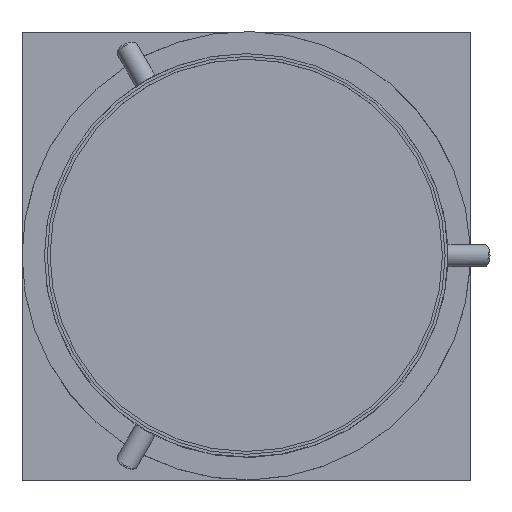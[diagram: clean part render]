
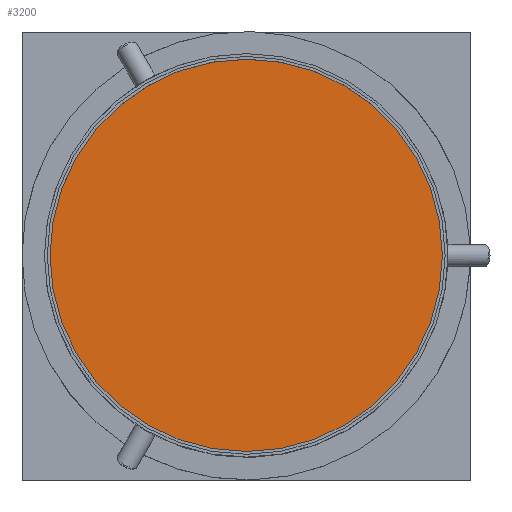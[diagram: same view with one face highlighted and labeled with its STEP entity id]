
A CAD part, top view. The second image highlights one B-rep face of the part: STEP entity #3200.
In plain terms, the highlighted planar face has unit normal (0, 0, 1).
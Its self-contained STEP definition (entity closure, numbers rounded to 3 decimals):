
#409=FACE_OUTER_BOUND('',#639,.T.);
#639=EDGE_LOOP('',(#2761));
#811=CIRCLE('',#3531,350.);
#1560=VERTEX_POINT('',#5917);
#1973=EDGE_CURVE('',#1560,#1560,#811,.T.);
#2761=ORIENTED_EDGE('',*,*,#1973,.T.);
#3039=PLANE('',#3530);
#3200=ADVANCED_FACE('',(#409),#3039,.T.);
#3530=AXIS2_PLACEMENT_3D('',#5916,#4309,#4310);
#3531=AXIS2_PLACEMENT_3D('',#5918,#4311,#4312);
#4309=DIRECTION('center_axis',(0.,0.,1.));
#4310=DIRECTION('ref_axis',(1.,0.,0.));
#4311=DIRECTION('center_axis',(0.,0.,1.));
#4312=DIRECTION('ref_axis',(-1.,0.,0.));
#5916=CARTESIAN_POINT('Origin',(0.,0.,359.));
#5917=CARTESIAN_POINT('',(350.,0.,359.));
#5918=CARTESIAN_POINT('Origin',(0.,0.,359.));
